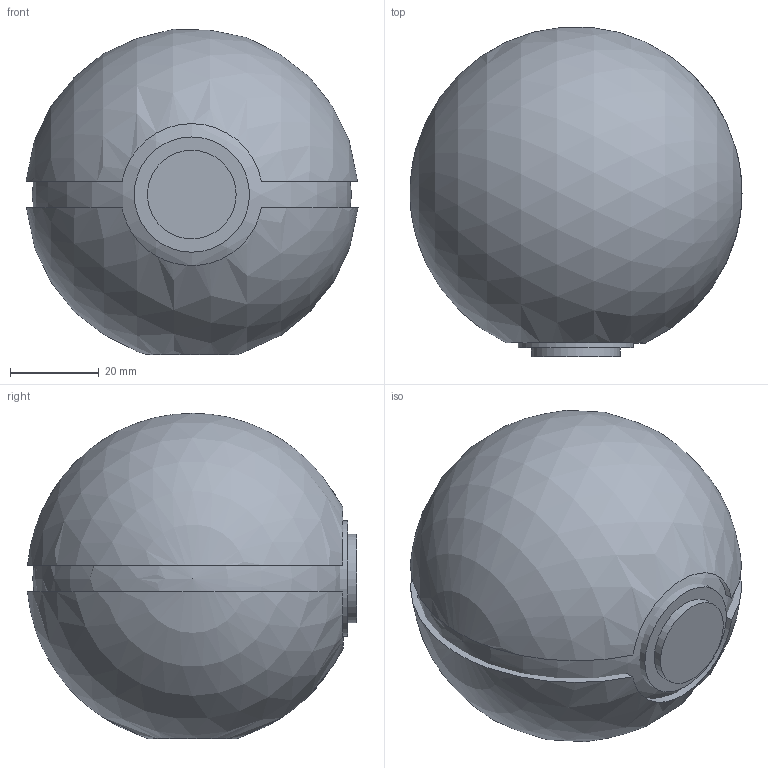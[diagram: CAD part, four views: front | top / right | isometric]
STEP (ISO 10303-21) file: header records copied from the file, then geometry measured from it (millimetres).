
FILE_DESCRIPTION(/* description */ ('STEP AP242','CAx-IF Rec.Pracs.---Representation and Presentation of Product Manufacturing Information (PMI)---4.0---2014-10-13','CAx-IF Rec.Pracs.---3D Tessellated Geometry---0.4---2014-09-14','2;1'),/* implementation_level */ '2;1');
FILE_NAME(/* name */ '6894375a7b56311a91fd03e5',/* time_stamp */ '2025-08-07T05:19:22Z',/* author */ (''),/* organization */ (''),/* preprocessor_version */ 'ST-DEVELOPER v20',/* originating_system */ 'ONSHAPE BY PTC INC, 1.201',/* authorisation */ ' ');
FILE_SCHEMA (('AP242_MANAGED_MODEL_BASED_3D_ENGINEERING_MIM_LF { 1 0 10303 442 1 1 4 }'));
Length unit declared in the file: metre
Products named in the file (4): Part 1; Part 3; Part 4; Part 2
Bounding box: 74.85 x 74.25 x 73.36 mm (x, y, z)
Volume: 123986.5 mm3; surface area: 61010.3 mm2
Topology: 4 solids, 5 shells, 16 faces, 25 edges, 17 vertices
Faces by surface type: plane 7, sphere 5, cylinder 4
Full cylindrical faces by diameter (mm): 20 x1, 26 x1
Entity records: 431 total; most frequent: DIRECTION 67, CARTESIAN_POINT 67, ORIENTED_EDGE 34, AXIS2_PLACEMENT_3D 31, FACE_BOUND 20, EDGE_LOOP 18, EDGE_CURVE 17, ADVANCED_FACE 16
